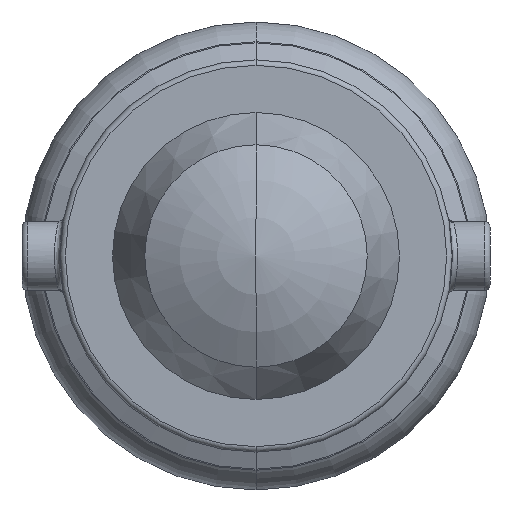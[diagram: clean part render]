
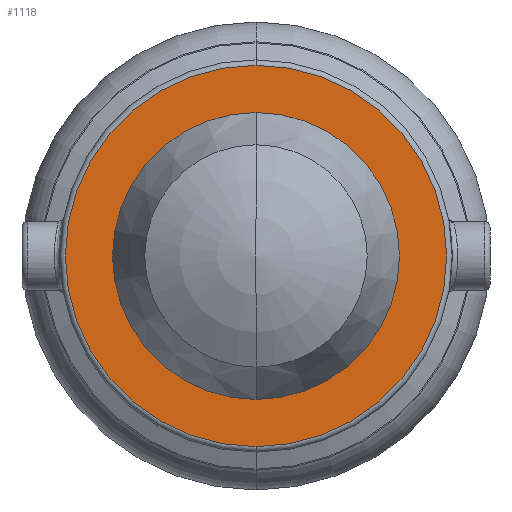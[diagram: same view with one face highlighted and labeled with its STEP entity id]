
A CAD part, front view. The second image highlights one B-rep face of the part: STEP entity #1118.
In plain terms, the highlighted planar face has unit normal (0, -1, 0).
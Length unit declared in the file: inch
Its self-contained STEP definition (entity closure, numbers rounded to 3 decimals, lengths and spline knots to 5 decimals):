
#214 = CARTESIAN_POINT ( 'NONE',  ( 0., 0., -0.13121 ) ) ;
#461 = DIRECTION ( 'NONE',  ( 0., -1., 0. ) ) ;
#500 = AXIS2_PLACEMENT_3D ( 'NONE', #6025, #2906, #6686 ) ;
#1092 = VERTEX_POINT ( 'NONE', #3072 ) ;
#1093 = AXIS2_PLACEMENT_3D ( 'NONE', #4272, #461, #4909 ) ;
#1118 = ADVANCED_FACE ( 'NONE', ( #2339, #7169 ), #2878, .F. ) ;
#1296 = EDGE_CURVE ( 'NONE', #4068, #3164, #3236, .T. ) ;
#1302 = AXIS2_PLACEMENT_3D ( 'NONE', #1633, #6078, #2284 ) ;
#1633 = CARTESIAN_POINT ( 'NONE',  ( 0., 0., 0. ) ) ;
#1987 = ORIENTED_EDGE ( 'NONE', *, *, #6069, .T. ) ;
#2169 = DIRECTION ( 'NONE',  ( 0., 0., 1. ) ) ;
#2276 = CARTESIAN_POINT ( 'NONE',  ( 0., 0., -0.17434 ) ) ;
#2284 = DIRECTION ( 'NONE',  ( 0., 0., 1. ) ) ;
#2339 = FACE_OUTER_BOUND ( 'NONE', #6614, .T. ) ;
#2341 = AXIS2_PLACEMENT_3D ( 'NONE', #6324, #2527, #6943 ) ;
#2527 = DIRECTION ( 'NONE',  ( 0., 1., 0. ) ) ;
#2878 = PLANE ( 'NONE',  #500 ) ;
#2906 = DIRECTION ( 'NONE',  ( 0., 1., 0. ) ) ;
#3072 = CARTESIAN_POINT ( 'NONE',  ( 0., 0., 0.13121 ) ) ;
#3164 = VERTEX_POINT ( 'NONE', #6087 ) ;
#3236 = CIRCLE ( 'NONE', #4770, 0.17434 ) ;
#4068 = VERTEX_POINT ( 'NONE', #2276 ) ;
#4272 = CARTESIAN_POINT ( 'NONE',  ( 0., 0., 0. ) ) ;
#4542 = ORIENTED_EDGE ( 'NONE', *, *, #7547, .T. ) ;
#4770 = AXIS2_PLACEMENT_3D ( 'NONE', #5966, #6599, #2169 ) ;
#4841 = VERTEX_POINT ( 'NONE', #214 ) ;
#4909 = DIRECTION ( 'NONE',  ( 0., 0., 1. ) ) ;
#4978 = EDGE_CURVE ( 'NONE', #3164, #4068, #7822, .T. ) ;
#5966 = CARTESIAN_POINT ( 'NONE',  ( 0., 0., 0. ) ) ;
#6025 = CARTESIAN_POINT ( 'NONE',  ( 0., 0., 0. ) ) ;
#6069 = EDGE_CURVE ( 'NONE', #4841, #1092, #8095, .T. ) ;
#6078 = DIRECTION ( 'NONE',  ( 0., 1., 0. ) ) ;
#6087 = CARTESIAN_POINT ( 'NONE',  ( 0., 0., 0.17434 ) ) ;
#6324 = CARTESIAN_POINT ( 'NONE',  ( 0., 0., 0. ) ) ;
#6599 = DIRECTION ( 'NONE',  ( 0., -1., 0. ) ) ;
#6614 = EDGE_LOOP ( 'NONE', ( #6618, #8031 ) ) ;
#6618 = ORIENTED_EDGE ( 'NONE', *, *, #4978, .T. ) ;
#6686 = DIRECTION ( 'NONE',  ( 0., 0., 1. ) ) ;
#6826 = CIRCLE ( 'NONE', #2341, 0.13121 ) ;
#6917 = EDGE_LOOP ( 'NONE', ( #4542, #1987 ) ) ;
#6943 = DIRECTION ( 'NONE',  ( 0., 0., 1. ) ) ;
#7169 = FACE_BOUND ( 'NONE', #6917, .T. ) ;
#7547 = EDGE_CURVE ( 'NONE', #1092, #4841, #6826, .T. ) ;
#7822 = CIRCLE ( 'NONE', #1093, 0.17434 ) ;
#8031 = ORIENTED_EDGE ( 'NONE', *, *, #1296, .T. ) ;
#8095 = CIRCLE ( 'NONE', #1302, 0.13121 ) ;
